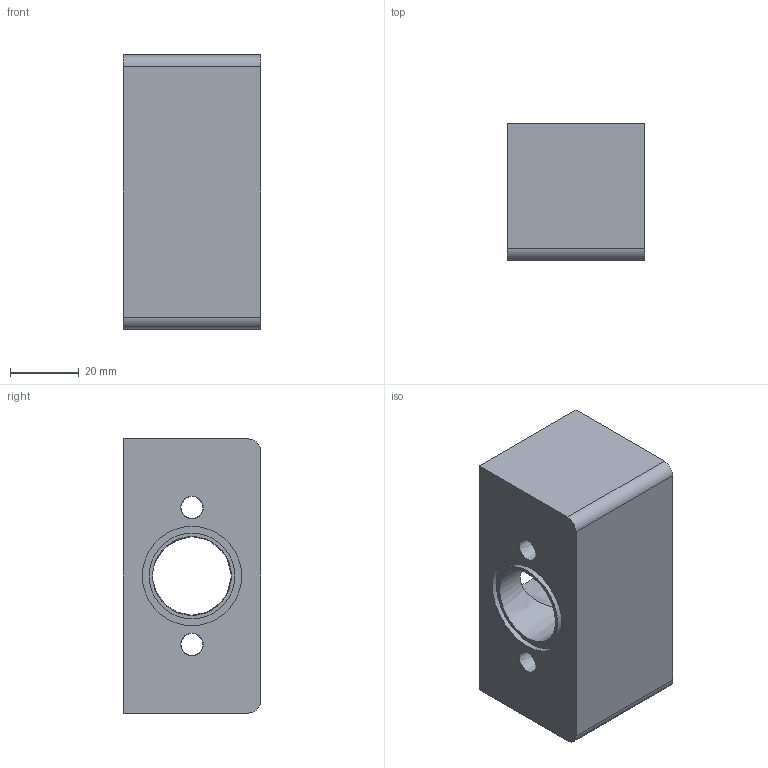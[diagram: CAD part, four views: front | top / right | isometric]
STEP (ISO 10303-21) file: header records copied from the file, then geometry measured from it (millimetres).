
FILE_DESCRIPTION((''),'2;1');
FILE_NAME('SD0162N.stp','2009-08-10T15:15:53',('teddy iii'),(''),'Autodesk Inventor 11','Autodesk Inventor 11','');
FILE_SCHEMA(('AUTOMOTIVE_DESIGN { 1 0 10303 214 1 1 1 1 }'));
Length unit declared in the file: millimetre
Products named in the file (1): SD0162N
Bounding box: 40 x 40 x 80 mm (x, y, z)
Volume: 102165.4 mm3; surface area: 20793.2 mm2
Topology: 1 solids, 1 shells, 31 faces, 72 edges, 46 vertices
Faces by surface type: plane 12, bspline 11, cylinder 8
Full cylindrical faces by diameter (mm): 25 x3, 29 x3
Entity records: 1047 total; most frequent: CARTESIAN_POINT 383, DIRECTION 130, ORIENTED_EDGE 108, EDGE_LOOP 62, AXIS2_PLACEMENT_3D 58, EDGE_CURVE 54, VERTEX_POINT 44, FACE_OUTER_BOUND 31
